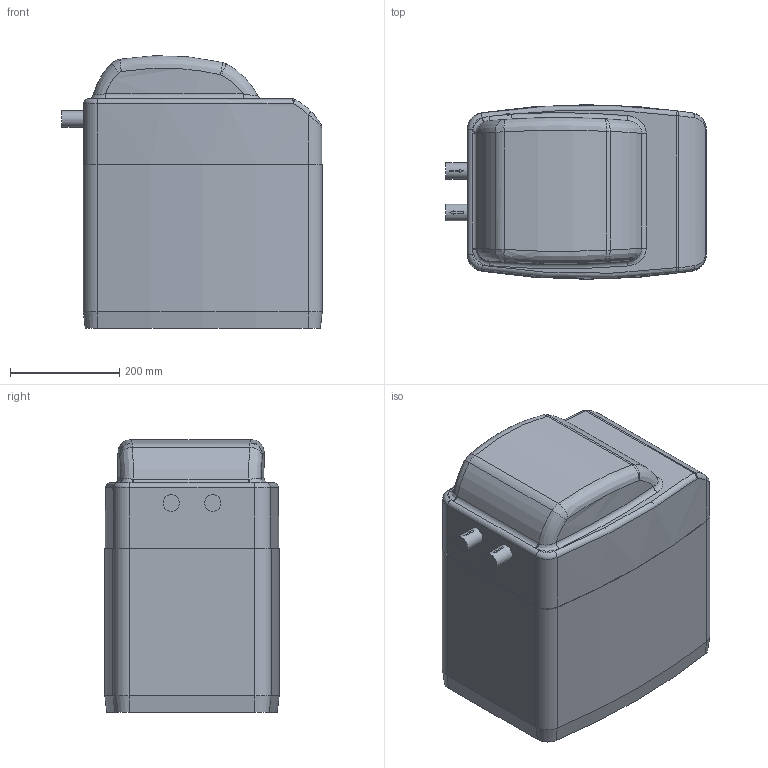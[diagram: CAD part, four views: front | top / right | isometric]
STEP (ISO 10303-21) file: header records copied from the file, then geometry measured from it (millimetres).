
FILE_DESCRIPTION(('STEP AP203'), '1');
FILE_NAME('1', '2017-08-09T13:34:35', ('Þëÿ'), (''), 'ASCON STEP Converter 1.3', 'ASCON Math Kernel', '');
FILE_SCHEMA(('CONFIG_CONTROL_DESIGN'));
Length unit declared in the file: millimetre
Bounding box: 476.71 x 319 x 498.8 mm (x, y, z)
Surface area: 913565.4 mm2 (no closed solid volume)
Topology: 0 solids, 1 shells, 325 faces, 892 edges, 579 vertices
Faces by surface type: cylinder 221, plane 67, bspline 25, cone 6, torus 6
Full cylindrical faces by diameter (mm): 30 x2
Entity records: 16270 total; most frequent: CARTESIAN_POINT 5234, DIRECTION 1850, ORIENTED_EDGE 1775, EDGE_CURVE 888, AXIS2_PLACEMENT_3D 745, VERTEX_POINT 579, CIRCLE 444, LINE 360
